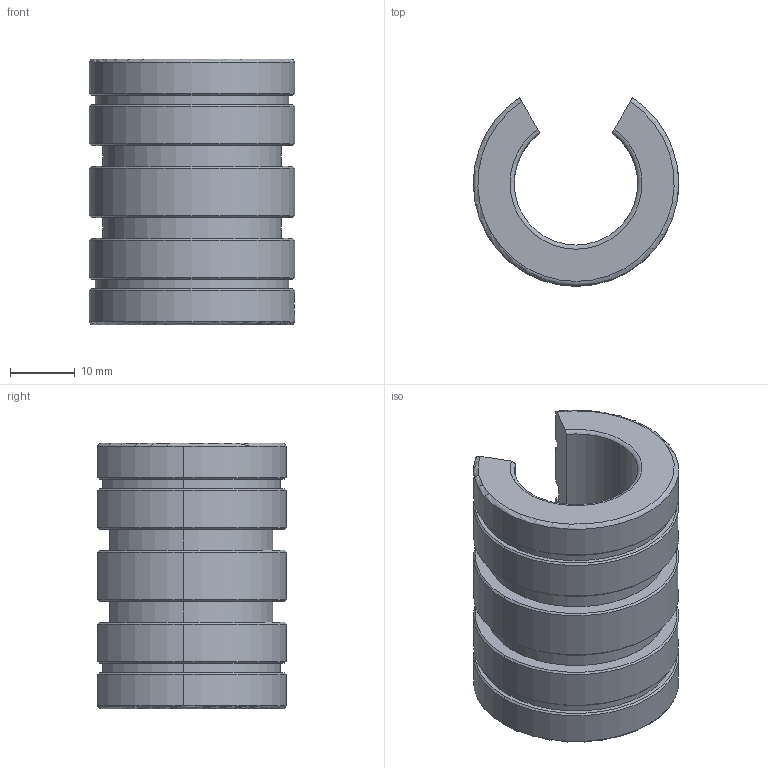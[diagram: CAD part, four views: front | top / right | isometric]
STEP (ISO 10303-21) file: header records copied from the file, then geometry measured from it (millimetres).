
FILE_DESCRIPTION (( 'STEP AP203' ), '1' );
FILE_NAME ('FLN12.step', '2023-06-07T12:25:58', ( '' ), ( '' ), 'SwSTEP 2.0', 'SolidWorks 2021', '' );
FILE_SCHEMA (( 'CONFIG_CONTROL_DESIGN' ));
Length unit declared in the file: inch
Products named in the file (1): FLN12
Bounding box: 31.73 x 29.11 x 41.08 mm (x, y, z)
Volume: 15477.9 mm3; surface area: 11534.4 mm2
Topology: 2 solids, 2 shells, 82 faces, 230 edges, 148 vertices
Faces by surface type: cylinder 40, cone 24, plane 14, torus 4
Entity records: 2977 total; most frequent: CARTESIAN_POINT 769, ORIENTED_EDGE 460, DIRECTION 454, EDGE_CURVE 230, AXIS2_PLACEMENT_3D 181, VERTEX_POINT 148, CIRCLE 98, VECTOR 92
